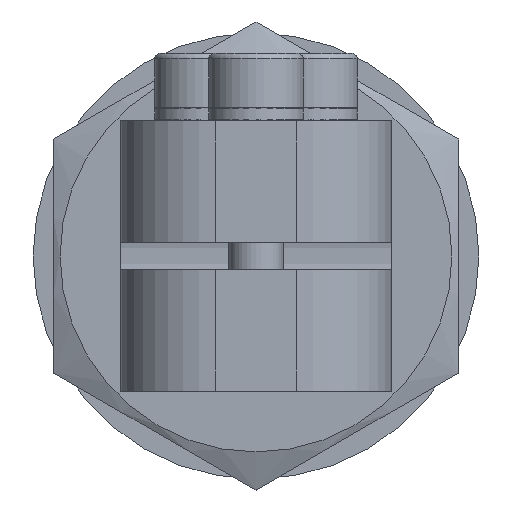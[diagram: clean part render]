
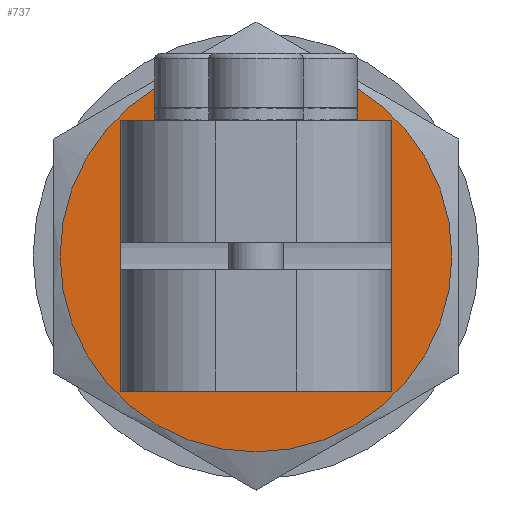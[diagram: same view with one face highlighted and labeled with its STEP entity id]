
A CAD part, front view. The second image highlights one B-rep face of the part: STEP entity #737.
In plain terms, the highlighted face is planar.
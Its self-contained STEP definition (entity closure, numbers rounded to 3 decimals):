
#737=ADVANCED_FACE('',(#1599,#1600),#1601,.F.);
#1599=FACE_BOUND('',#2806,.T.);
#1600=FACE_OUTER_BOUND('',#2807,.T.);
#1601=PLANE('',#2808);
#2806=EDGE_LOOP('',(#6373));
#2807=EDGE_LOOP('',(#6374));
#2808=AXIS2_PLACEMENT_3D('',#6375,#6376,#6377);
#6373=ORIENTED_EDGE('',*,*,#9689,.F.);
#6374=ORIENTED_EDGE('',*,*,#9680,.T.);
#6375=CARTESIAN_POINT('',(8.66,-15.0,0.0));
#6376=DIRECTION('',(0.0,0.0,-1.0));
#6377=DIRECTION('',(-1.0,0.0,0.0));
#9680=EDGE_CURVE('',#10988,#10988,#10989,.T.);
#9689=EDGE_CURVE('',#11001,#11001,#11002,.F.);
#10988=VERTEX_POINT('',#12986);
#10989=CIRCLE('',#12987,14.5);
#11001=VERTEX_POINT('',#13019);
#11002=CIRCLE('',#13020,9.25);
#12986=CARTESIAN_POINT('',(14.5,0.0,0.));
#12987=AXIS2_PLACEMENT_3D('',#16276,#16277,#16278);
#13019=CARTESIAN_POINT('',(-9.25,0.,0.0));
#13020=AXIS2_PLACEMENT_3D('',#16282,#16283,#16284);
#16276=CARTESIAN_POINT('',(0.0,0.0,0.));
#16277=DIRECTION('',(0.0,0.0,1.0));
#16278=DIRECTION('',(1.0,0.0,0.0));
#16282=CARTESIAN_POINT('',(0.,0.0,0.0));
#16283=DIRECTION('',(0.0,0.0,-1.0));
#16284=DIRECTION('',(-1.0,0.0,0.0));
